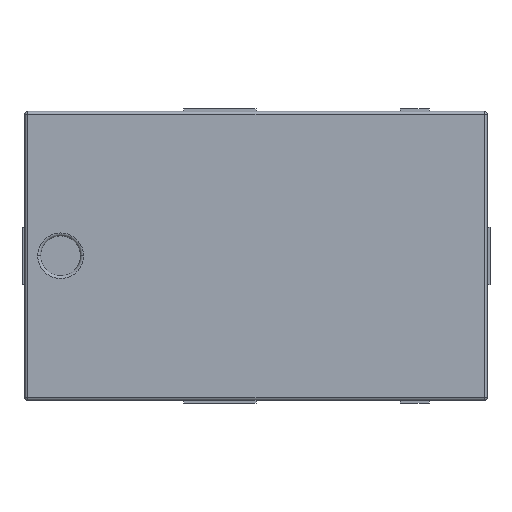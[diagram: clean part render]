
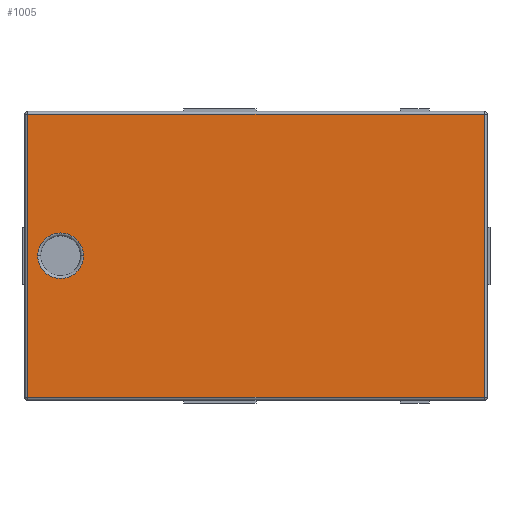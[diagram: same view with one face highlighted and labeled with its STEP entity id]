
A CAD part, top view. The second image highlights one B-rep face of the part: STEP entity #1005.
In plain terms, the highlighted planar face has unit normal (0, 0, 1).
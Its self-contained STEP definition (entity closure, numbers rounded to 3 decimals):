
#34 = VECTOR ( 'NONE', #1931, 1000. ) ;
#54 = CARTESIAN_POINT ( 'NONE',  ( -0.756, 0., 0.5 ) ) ;
#108 = VECTOR ( 'NONE', #2055, 1000. ) ;
#141 = AXIS2_PLACEMENT_3D ( 'NONE', #521, #1653, #1643 ) ;
#144 = CIRCLE ( 'NONE', #1533, 0.079 ) ;
#203 = ORIENTED_EDGE ( 'NONE', *, *, #2039, .T. ) ;
#208 = CARTESIAN_POINT ( 'NONE',  ( -0.79, -0.49, 0.5 ) ) ;
#210 = DIRECTION ( 'NONE',  ( 0., 0., 1. ) ) ;
#215 = LINE ( 'NONE', #1390, #108 ) ;
#273 = VERTEX_POINT ( 'NONE', #1503 ) ;
#361 = EDGE_CURVE ( 'NONE', #1093, #273, #1092, .T. ) ;
#396 = VERTEX_POINT ( 'NONE', #562 ) ;
#455 = VERTEX_POINT ( 'NONE', #208 ) ;
#521 = CARTESIAN_POINT ( 'NONE',  ( -0.677, 0., 0.5 ) ) ;
#533 = FACE_OUTER_BOUND ( 'NONE', #1977, .T. ) ;
#534 = ORIENTED_EDGE ( 'NONE', *, *, #361, .T. ) ;
#548 = CARTESIAN_POINT ( 'NONE',  ( 0., -0.49, 0.5 ) ) ;
#562 = CARTESIAN_POINT ( 'NONE',  ( 0.79, 0.49, 0.5 ) ) ;
#583 = VERTEX_POINT ( 'NONE', #1719 ) ;
#617 = LINE ( 'NONE', #654, #1055 ) ;
#654 = CARTESIAN_POINT ( 'NONE',  ( 0.79, 0., 0.5 ) ) ;
#879 = PLANE ( 'NONE',  #1299 ) ;
#968 = VERTEX_POINT ( 'NONE', #1013 ) ;
#1005 = ADVANCED_FACE ( 'NONE', ( #533, #1195 ), #879, .T. ) ;
#1013 = CARTESIAN_POINT ( 'NONE',  ( 0.79, -0.49, 0.5 ) ) ;
#1055 = VECTOR ( 'NONE', #1290, 1000. ) ;
#1092 = CIRCLE ( 'NONE', #141, 0.079 ) ;
#1093 = VERTEX_POINT ( 'NONE', #54 ) ;
#1180 = DIRECTION ( 'NONE',  ( 0., -1., 0. ) ) ;
#1195 = FACE_BOUND ( 'NONE', #1336, .T. ) ;
#1203 = CARTESIAN_POINT ( 'NONE',  ( 0., 0., 0.5 ) ) ;
#1230 = DIRECTION ( 'NONE',  ( 1., 0., 0. ) ) ;
#1290 = DIRECTION ( 'NONE',  ( 0., 1., 0. ) ) ;
#1299 = AXIS2_PLACEMENT_3D ( 'NONE', #1203, #210, #1230 ) ;
#1314 = ORIENTED_EDGE ( 'NONE', *, *, #1767, .T. ) ;
#1336 = EDGE_LOOP ( 'NONE', ( #203, #534 ) ) ;
#1390 = CARTESIAN_POINT ( 'NONE',  ( 0., 0.49, 0.5 ) ) ;
#1406 = CARTESIAN_POINT ( 'NONE',  ( -0.677, 0., 0.5 ) ) ;
#1454 = ORIENTED_EDGE ( 'NONE', *, *, #1609, .T. ) ;
#1489 = LINE ( 'NONE', #2000, #1671 ) ;
#1503 = CARTESIAN_POINT ( 'NONE',  ( -0.597, 0., 0.5 ) ) ;
#1510 = EDGE_CURVE ( 'NONE', #583, #455, #1489, .T. ) ;
#1533 = AXIS2_PLACEMENT_3D ( 'NONE', #1406, #2074, #1734 ) ;
#1560 = LINE ( 'NONE', #548, #34 ) ;
#1609 = EDGE_CURVE ( 'NONE', #455, #968, #1560, .T. ) ;
#1643 = DIRECTION ( 'NONE',  ( 1., 0., 0. ) ) ;
#1653 = DIRECTION ( 'NONE',  ( 0., 0., -1. ) ) ;
#1671 = VECTOR ( 'NONE', #1180, 1000. ) ;
#1684 = EDGE_CURVE ( 'NONE', #396, #583, #215, .T. ) ;
#1719 = CARTESIAN_POINT ( 'NONE',  ( -0.79, 0.49, 0.5 ) ) ;
#1734 = DIRECTION ( 'NONE',  ( 1., 0., 0. ) ) ;
#1767 = EDGE_CURVE ( 'NONE', #968, #396, #617, .T. ) ;
#1931 = DIRECTION ( 'NONE',  ( 1., 0., 0. ) ) ;
#1977 = EDGE_LOOP ( 'NONE', ( #2018, #1454, #1314, #2011 ) ) ;
#2000 = CARTESIAN_POINT ( 'NONE',  ( -0.79, 0., 0.5 ) ) ;
#2011 = ORIENTED_EDGE ( 'NONE', *, *, #1684, .T. ) ;
#2018 = ORIENTED_EDGE ( 'NONE', *, *, #1510, .T. ) ;
#2039 = EDGE_CURVE ( 'NONE', #273, #1093, #144, .T. ) ;
#2055 = DIRECTION ( 'NONE',  ( -1., 0., 0. ) ) ;
#2074 = DIRECTION ( 'NONE',  ( 0., 0., -1. ) ) ;
